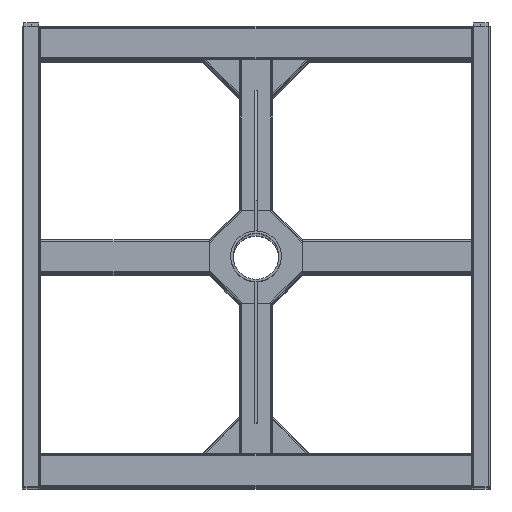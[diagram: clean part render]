
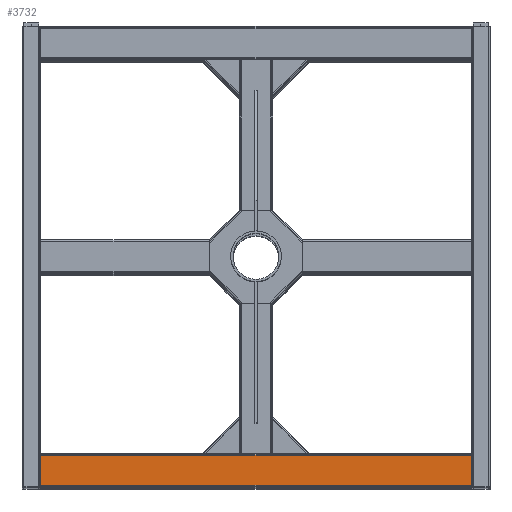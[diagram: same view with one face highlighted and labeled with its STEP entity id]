
A CAD part, top view. The second image highlights one B-rep face of the part: STEP entity #3732.
In plain terms, the highlighted face is planar.
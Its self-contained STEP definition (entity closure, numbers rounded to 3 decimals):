
#3366=DIRECTION('',(1.,0.,0.));
#3367=VECTOR('',#3366,160.);
#3368=CARTESIAN_POINT('',(-80.,-70.,-1160.));
#3369=LINE('',#3368,#3367);
#3432=DIRECTION('',(0.,0.,1.));
#3433=VECTOR('',#3432,2320.);
#3434=CARTESIAN_POINT('',(80.,-70.,-1160.));
#3435=LINE('',#3434,#3433);
#3436=DIRECTION('',(0.,0.,1.));
#3437=VECTOR('',#3436,2320.);
#3438=CARTESIAN_POINT('',(-80.,-70.,-1160.));
#3439=LINE('',#3438,#3437);
#3470=DIRECTION('',(1.,0.,0.));
#3471=VECTOR('',#3470,160.);
#3472=CARTESIAN_POINT('',(-80.,-70.,1160.));
#3473=LINE('',#3472,#3471);
#3564=CARTESIAN_POINT('',(-80.,-70.,-1160.));
#3565=VERTEX_POINT('',#3564);
#3566=CARTESIAN_POINT('',(80.,-70.,-1160.));
#3567=VERTEX_POINT('',#3566);
#3596=CARTESIAN_POINT('',(-80.,-70.,1160.));
#3597=VERTEX_POINT('',#3596);
#3598=CARTESIAN_POINT('',(80.,-70.,1160.));
#3599=VERTEX_POINT('',#3598);
#3719=CARTESIAN_POINT('',(-80.,-70.,-1160.));
#3720=DIRECTION('',(0.,-1.,0.));
#3721=DIRECTION('',(1.,0.,0.));
#3722=AXIS2_PLACEMENT_3D('',#3719,#3720,#3721);
#3723=PLANE('',#3722);
#3724=ORIENTED_EDGE('',*,*,#3633,.F.);
#3726=ORIENTED_EDGE('',*,*,#3725,.T.);
#3728=ORIENTED_EDGE('',*,*,#3727,.T.);
#3729=ORIENTED_EDGE('',*,*,#3711,.F.);
#3730=EDGE_LOOP('',(#3724,#3726,#3728,#3729));
#3731=FACE_OUTER_BOUND('',#3730,.F.);
#3732=ADVANCED_FACE('',(#3731),#3723,.T.);
#3633=EDGE_CURVE('',#3565,#3567,#3369,.T.);
#3711=EDGE_CURVE('',#3567,#3599,#3435,.T.);
#3725=EDGE_CURVE('',#3565,#3597,#3439,.T.);
#3727=EDGE_CURVE('',#3597,#3599,#3473,.T.);
